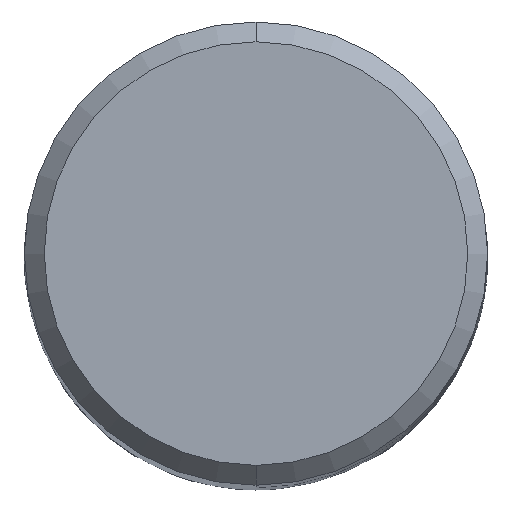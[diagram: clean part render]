
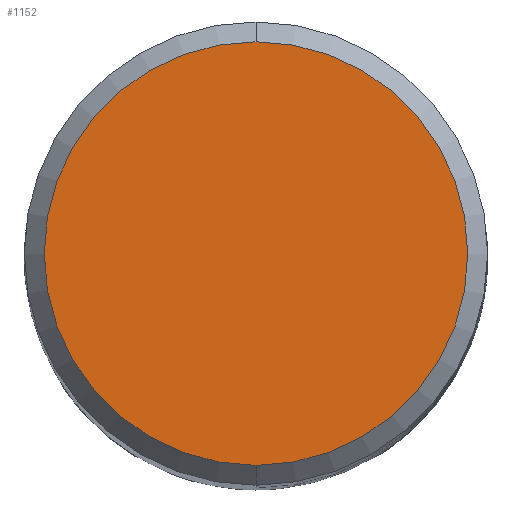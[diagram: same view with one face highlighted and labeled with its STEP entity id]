
A CAD part, top view. The second image highlights one B-rep face of the part: STEP entity #1152.
In plain terms, the highlighted planar face has unit normal (0, 0, 1).
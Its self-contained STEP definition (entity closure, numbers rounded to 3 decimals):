
#500=EDGE_CURVE('',#934,#944,#1345,.T.);
#934=VERTEX_POINT('',#1820);
#944=VERTEX_POINT('',#1831);
#1128=EDGE_CURVE('',#944,#934,#2030,.T.);
#1152=ADVANCED_FACE('',(#2055),#2056,.T.);
#1345=CIRCLE('',#2480,6.4);
#1820=CARTESIAN_POINT('',(0.,-6.4,0.0));
#1831=CARTESIAN_POINT('',(0.0,6.4,0.0));
#2030=CIRCLE('',#6209,6.4);
#2055=FACE_OUTER_BOUND('',#6258,.T.);
#2056=PLANE('',#6259);
#2480=AXIS2_PLACEMENT_3D('',#7187,#7188,#7189);
#6209=AXIS2_PLACEMENT_3D('',#8028,#8029,#8030);
#6258=EDGE_LOOP('',(#8056,#8057));
#6259=AXIS2_PLACEMENT_3D('',#8058,#8059,#8060);
#7187=CARTESIAN_POINT('',(0.0,0.0,0.0));
#7188=DIRECTION('',(0.0,0.0,-1.0));
#7189=DIRECTION('',(0.0,1.0,0.0));
#8028=CARTESIAN_POINT('',(0.0,0.0,0.0));
#8029=DIRECTION('',(0.0,0.0,-1.0));
#8030=DIRECTION('',(0.0,1.0,0.0));
#8056=ORIENTED_EDGE('',*,*,#1128,.F.);
#8057=ORIENTED_EDGE('',*,*,#500,.F.);
#8058=CARTESIAN_POINT('',(0.0,3.2,0.0));
#8059=DIRECTION('',(-0.0,0.0,1.0));
#8060=DIRECTION('',(0.0,-1.0,0.0));
